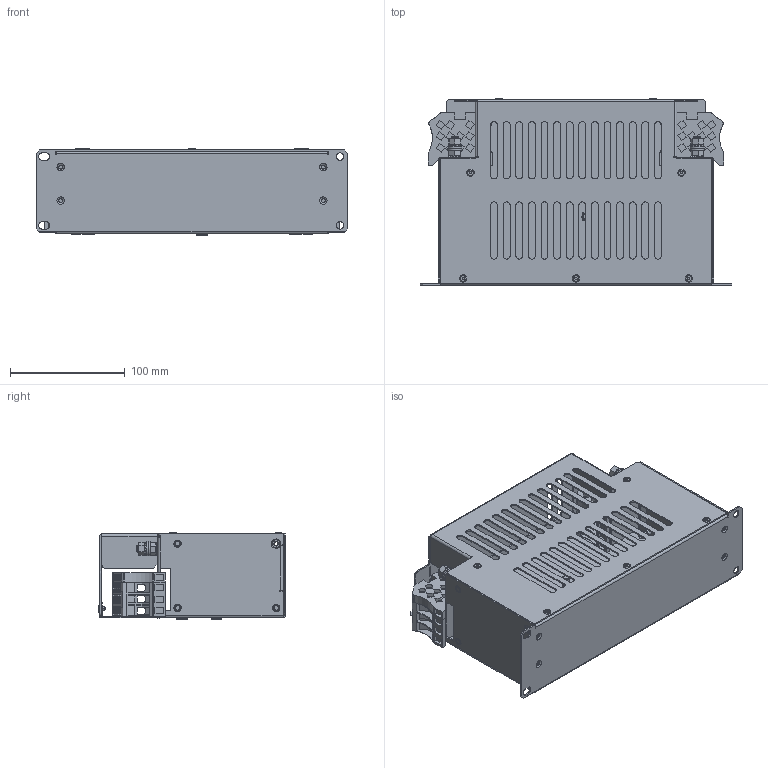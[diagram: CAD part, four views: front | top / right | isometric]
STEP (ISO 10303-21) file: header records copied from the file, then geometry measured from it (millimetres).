
FILE_DESCRIPTION (( 'STEP AP214' ), '1' );
FILE_NAME ('KMF336A.STEP', '2020-02-24T18:26:03', ( '' ), ( '' ), 'SwSTEP 2.0', 'SolidWorks 2017', '' );
FILE_SCHEMA (( 'AUTOMOTIVE_DESIGN' ));
Length unit declared in the file: inch
Products named in the file (1): KMF336A
Bounding box: 272 x 163 x 75.47 mm (x, y, z)
Volume: 275386.4 mm3; surface area: 314552.9 mm2
Topology: 37 solids, 37 shells, 3108 faces, 8150 edges, 5272 vertices
Faces by surface type: plane 1966, cylinder 738, cone 354, torus 46, bspline 4
Entity records: 136900 total; most frequent: CARTESIAN_POINT 18007, ORIENTED_EDGE 16300, DIRECTION 15990, EDGE_CURVE 8150, VECTOR 5936, LINE 5936, VERTEX_POINT 5272, AXIS2_PLACEMENT_3D 5027
